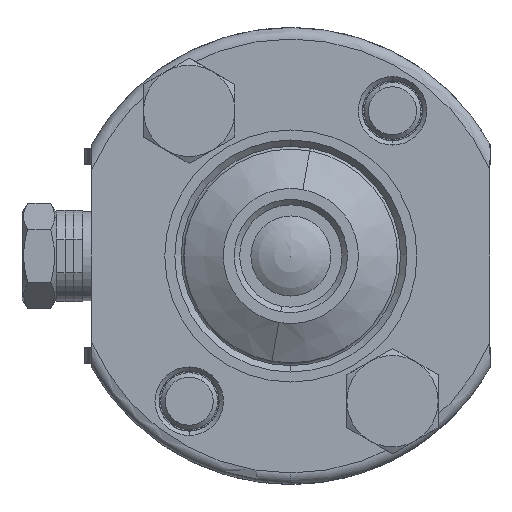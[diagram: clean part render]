
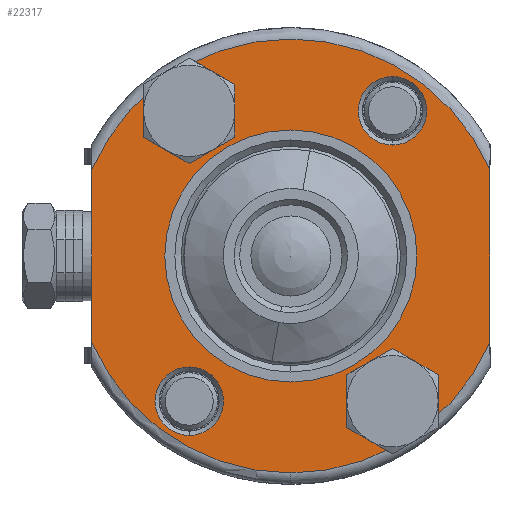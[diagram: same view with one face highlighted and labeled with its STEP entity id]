
A CAD part, left-side view. The second image highlights one B-rep face of the part: STEP entity #22317.
In plain terms, the highlighted planar face has unit normal (-1, 0, 0).
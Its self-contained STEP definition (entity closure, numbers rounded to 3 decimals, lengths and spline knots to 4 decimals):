
#66 = CARTESIAN_POINT ( 'NONE',  ( -1.27, 0., 0. ) ) ;
#1028 = VERTEX_POINT ( 'NONE', #65271 ) ;
#1133 = CIRCLE ( 'NONE', #50511, 0.1875 ) ;
#2259 = AXIS2_PLACEMENT_3D ( 'NONE', #67503, #30033, #73784 ) ;
#3168 = CARTESIAN_POINT ( 'NONE',  ( -1.27, 0.5564, -0.9821 ) ) ;
#3211 = VERTEX_POINT ( 'NONE', #68222 ) ;
#3747 = CIRCLE ( 'NONE', #47258, 0.1875 ) ;
#3838 = VERTEX_POINT ( 'NONE', #29573 ) ;
#4853 = AXIS2_PLACEMENT_3D ( 'NONE', #42300, #4865, #48621 ) ;
#4865 = DIRECTION ( 'NONE',  ( 1., 0., 0. ) ) ;
#5042 = EDGE_CURVE ( 'NONE', #49133, #76965, #46464, .T. ) ;
#5161 = DIRECTION ( 'NONE',  ( 0., 0., 1. ) ) ;
#6349 = DIRECTION ( 'NONE',  ( 0., 0., -1. ) ) ;
#6973 = EDGE_CURVE ( 'NONE', #30486, #33411, #74726, .T. ) ;
#7213 = CARTESIAN_POINT ( 'NONE',  ( -1.27, -0.5564, 0.7946 ) ) ;
#7637 = FACE_OUTER_BOUND ( 'NONE', #73609, .T. ) ;
#8038 = EDGE_LOOP ( 'NONE', ( #26923, #56018 ) ) ;
#8429 = CIRCLE ( 'NONE', #41242, 0.69 ) ;
#8499 = CIRCLE ( 'NONE', #4853, 0.1875 ) ;
#8520 = EDGE_CURVE ( 'NONE', #79063, #61015, #50200, .T. ) ;
#9542 = FACE_BOUND ( 'NONE', #11807, .T. ) ;
#10320 = CIRCLE ( 'NONE', #65676, 0.69 ) ;
#10546 = CARTESIAN_POINT ( 'NONE',  ( -1.27, -0.5564, 0.6071 ) ) ;
#10559 = ORIENTED_EDGE ( 'NONE', *, *, #56085, .T. ) ;
#11534 = CARTESIAN_POINT ( 'NONE',  ( -1.27, -0.5564, -0.7946 ) ) ;
#11807 = EDGE_LOOP ( 'NONE', ( #73365, #51401 ) ) ;
#13480 = DIRECTION ( 'NONE',  ( 0., 0., -1. ) ) ;
#14050 = EDGE_LOOP ( 'NONE', ( #38114, #29416 ) ) ;
#14061 = PLANE ( 'NONE',  #55865 ) ;
#14699 = CARTESIAN_POINT ( 'NONE',  ( -1.27, 1.09, 1.3664 ) ) ;
#15398 = EDGE_LOOP ( 'NONE', ( #39031, #10559 ) ) ;
#16464 = VECTOR ( 'NONE', #21015, 39.3701 ) ;
#16608 = DIRECTION ( 'NONE',  ( 1., 0., 0. ) ) ;
#16987 = CARTESIAN_POINT ( 'NONE',  ( -1.27, -1.09, -0.4712 ) ) ;
#17392 = CIRCLE ( 'NONE', #2259, 0.1875 ) ;
#17625 = EDGE_CURVE ( 'NONE', #53402, #34283, #1133, .T. ) ;
#17784 = CARTESIAN_POINT ( 'NONE',  ( -1.27, 0., 0. ) ) ;
#17819 = DIRECTION ( 'NONE',  ( 0., 0., -1. ) ) ;
#18074 = CARTESIAN_POINT ( 'NONE',  ( -1.27, -1.09, 1.3664 ) ) ;
#18865 = ORIENTED_EDGE ( 'NONE', *, *, #38843, .T. ) ;
#20377 = CARTESIAN_POINT ( 'NONE',  ( -1.27, 0., 0. ) ) ;
#21015 = DIRECTION ( 'NONE',  ( 0., 0., -1. ) ) ;
#21891 = VERTEX_POINT ( 'NONE', #10546 ) ;
#22240 = LINE ( 'NONE', #18074, #55525 ) ;
#22299 = CARTESIAN_POINT ( 'NONE',  ( -1.27, 0.5564, -0.7946 ) ) ;
#22317 = ADVANCED_FACE ( 'NONE', ( #46759, #24257, #74131, #9542, #57512, #7637 ), #14061, .F. ) ;
#22971 = DIRECTION ( 'NONE',  ( -1., 0., 0. ) ) ;
#24097 = DIRECTION ( 'NONE',  ( 0., 0., -1. ) ) ;
#24257 = FACE_BOUND ( 'NONE', #56445, .T. ) ;
#26688 = DIRECTION ( 'NONE',  ( 0., 0., -1. ) ) ;
#26923 = ORIENTED_EDGE ( 'NONE', *, *, #6973, .T. ) ;
#26988 = AXIS2_PLACEMENT_3D ( 'NONE', #17784, #61567, #24097 ) ;
#28591 = DIRECTION ( 'NONE',  ( 0., 0., -1. ) ) ;
#28717 = ORIENTED_EDGE ( 'NONE', *, *, #8520, .T. ) ;
#29416 = ORIENTED_EDGE ( 'NONE', *, *, #34262, .F. ) ;
#29455 = DIRECTION ( 'NONE',  ( -1., 0., 0. ) ) ;
#29573 = CARTESIAN_POINT ( 'NONE',  ( -1.27, -0.5564, 0.9821 ) ) ;
#30033 = DIRECTION ( 'NONE',  ( 1., 0., 0. ) ) ;
#30089 = CARTESIAN_POINT ( 'NONE',  ( -1.27, -1.09, 0.4712 ) ) ;
#30144 = VERTEX_POINT ( 'NONE', #74581 ) ;
#30486 = VERTEX_POINT ( 'NONE', #53921 ) ;
#30532 = EDGE_CURVE ( 'NONE', #33411, #30486, #3747, .T. ) ;
#30750 = CIRCLE ( 'NONE', #44624, 0.1875 ) ;
#31126 = EDGE_CURVE ( 'NONE', #62838, #68872, #17392, .T. ) ;
#31627 = EDGE_CURVE ( 'NONE', #61015, #49133, #22240, .T. ) ;
#33411 = VERTEX_POINT ( 'NONE', #55137 ) ;
#34262 = EDGE_CURVE ( 'NONE', #3211, #30144, #10320, .T. ) ;
#34283 = VERTEX_POINT ( 'NONE', #54335 ) ;
#34521 = CARTESIAN_POINT ( 'NONE',  ( -1.27, 0.5564, -0.7946 ) ) ;
#36015 = ORIENTED_EDGE ( 'NONE', *, *, #5042, .T. ) ;
#37094 = DIRECTION ( 'NONE',  ( 1., 0., 0. ) ) ;
#37870 = EDGE_CURVE ( 'NONE', #21891, #3838, #30750, .T. ) ;
#38114 = ORIENTED_EDGE ( 'NONE', *, *, #80649, .F. ) ;
#38843 = EDGE_CURVE ( 'NONE', #3838, #21891, #57132, .T. ) ;
#39031 = ORIENTED_EDGE ( 'NONE', *, *, #31126, .T. ) ;
#40829 = DIRECTION ( 'NONE',  ( 0., 0., -1. ) ) ;
#41242 = AXIS2_PLACEMENT_3D ( 'NONE', #80094, #42607, #5161 ) ;
#42300 = CARTESIAN_POINT ( 'NONE',  ( -1.27, 0.5564, 0.7946 ) ) ;
#42607 = DIRECTION ( 'NONE',  ( -1., 0., 0. ) ) ;
#42906 = CIRCLE ( 'NONE', #78247, 1.1875 ) ;
#43809 = DIRECTION ( 'NONE',  ( -1., 0., 0. ) ) ;
#44013 = AXIS2_PLACEMENT_3D ( 'NONE', #22299, #66032, #28591 ) ;
#44236 = AXIS2_PLACEMENT_3D ( 'NONE', #54082, #16608, #60402 ) ;
#44624 = AXIS2_PLACEMENT_3D ( 'NONE', #74565, #37094, #80877 ) ;
#45267 = DIRECTION ( 'NONE',  ( 1., 0., 0. ) ) ;
#45477 = CARTESIAN_POINT ( 'NONE',  ( -1.27, 0.5564, 0.9821 ) ) ;
#46464 = CIRCLE ( 'NONE', #67200, 1.1875 ) ;
#46759 = FACE_BOUND ( 'NONE', #15398, .T. ) ;
#47258 = AXIS2_PLACEMENT_3D ( 'NONE', #11534, #55283, #17819 ) ;
#48621 = DIRECTION ( 'NONE',  ( 0., 0., -1. ) ) ;
#49133 = VERTEX_POINT ( 'NONE', #30089 ) ;
#50200 = CIRCLE ( 'NONE', #26988, 1.1875 ) ;
#50511 = AXIS2_PLACEMENT_3D ( 'NONE', #34521, #78293, #40829 ) ;
#50959 = DIRECTION ( 'NONE',  ( 1., 0., 0. ) ) ;
#51401 = ORIENTED_EDGE ( 'NONE', *, *, #17625, .T. ) ;
#53402 = VERTEX_POINT ( 'NONE', #3168 ) ;
#53921 = CARTESIAN_POINT ( 'NONE',  ( -1.27, -0.5564, -0.6071 ) ) ;
#54035 = AXIS2_PLACEMENT_3D ( 'NONE', #7213, #50959, #13480 ) ;
#54082 = CARTESIAN_POINT ( 'NONE',  ( -1.27, -0.5564, -0.7946 ) ) ;
#54335 = CARTESIAN_POINT ( 'NONE',  ( -1.27, 0.5564, -0.6071 ) ) ;
#55137 = CARTESIAN_POINT ( 'NONE',  ( -1.27, -0.5564, -0.9821 ) ) ;
#55270 = ORIENTED_EDGE ( 'NONE', *, *, #37870, .T. ) ;
#55283 = DIRECTION ( 'NONE',  ( 1., 0., 0. ) ) ;
#55525 = VECTOR ( 'NONE', #68115, 39.3701 ) ;
#55528 = ORIENTED_EDGE ( 'NONE', *, *, #77141, .T. ) ;
#55865 = AXIS2_PLACEMENT_3D ( 'NONE', #20377, #45267, #26688 ) ;
#56018 = ORIENTED_EDGE ( 'NONE', *, *, #30532, .T. ) ;
#56085 = EDGE_CURVE ( 'NONE', #68872, #62838, #8499, .T. ) ;
#56445 = EDGE_LOOP ( 'NONE', ( #18865, #55270 ) ) ;
#57132 = CIRCLE ( 'NONE', #54035, 0.1875 ) ;
#57512 = FACE_BOUND ( 'NONE', #14050, .T. ) ;
#58231 = EDGE_CURVE ( 'NONE', #1028, #79063, #42906, .T. ) ;
#58937 = CIRCLE ( 'NONE', #44013, 0.1875 ) ;
#58963 = CARTESIAN_POINT ( 'NONE',  ( -1.27, 0.5564, 0.6071 ) ) ;
#60402 = DIRECTION ( 'NONE',  ( 0., 0., -1. ) ) ;
#60464 = CARTESIAN_POINT ( 'NONE',  ( -1.27, 0., 0. ) ) ;
#61015 = VERTEX_POINT ( 'NONE', #16987 ) ;
#61567 = DIRECTION ( 'NONE',  ( -1., 0., 0. ) ) ;
#61902 = ORIENTED_EDGE ( 'NONE', *, *, #58231, .T. ) ;
#62241 = ORIENTED_EDGE ( 'NONE', *, *, #31627, .T. ) ;
#62838 = VERTEX_POINT ( 'NONE', #45477 ) ;
#64435 = LINE ( 'NONE', #14699, #16464 ) ;
#65271 = CARTESIAN_POINT ( 'NONE',  ( -1.27, 1.09, -0.4712 ) ) ;
#65676 = AXIS2_PLACEMENT_3D ( 'NONE', #66901, #29455, #73210 ) ;
#66032 = DIRECTION ( 'NONE',  ( 1., 0., 0. ) ) ;
#66708 = DIRECTION ( 'NONE',  ( 0., 0., -1. ) ) ;
#66901 = CARTESIAN_POINT ( 'NONE',  ( -1.27, 0., 0. ) ) ;
#67200 = AXIS2_PLACEMENT_3D ( 'NONE', #60464, #22971, #66708 ) ;
#67503 = CARTESIAN_POINT ( 'NONE',  ( -1.27, 0.5564, 0.7946 ) ) ;
#68115 = DIRECTION ( 'NONE',  ( 0., 0., 1. ) ) ;
#68222 = CARTESIAN_POINT ( 'NONE',  ( -1.27, 0., -0.69 ) ) ;
#68872 = VERTEX_POINT ( 'NONE', #58963 ) ;
#68928 = EDGE_CURVE ( 'NONE', #34283, #53402, #58937, .T. ) ;
#69528 = CARTESIAN_POINT ( 'NONE',  ( -1.27, 0., -1.1875 ) ) ;
#70257 = CARTESIAN_POINT ( 'NONE',  ( -1.27, 1.09, 0.4712 ) ) ;
#73210 = DIRECTION ( 'NONE',  ( 0., 0., 1. ) ) ;
#73365 = ORIENTED_EDGE ( 'NONE', *, *, #68928, .T. ) ;
#73609 = EDGE_LOOP ( 'NONE', ( #61902, #28717, #62241, #36015, #55528 ) ) ;
#73784 = DIRECTION ( 'NONE',  ( 0., 0., -1. ) ) ;
#74131 = FACE_BOUND ( 'NONE', #8038, .T. ) ;
#74565 = CARTESIAN_POINT ( 'NONE',  ( -1.27, -0.5564, 0.7946 ) ) ;
#74581 = CARTESIAN_POINT ( 'NONE',  ( -1.27, 0., 0.69 ) ) ;
#74726 = CIRCLE ( 'NONE', #44236, 0.1875 ) ;
#76965 = VERTEX_POINT ( 'NONE', #70257 ) ;
#77141 = EDGE_CURVE ( 'NONE', #76965, #1028, #64435, .T. ) ;
#78247 = AXIS2_PLACEMENT_3D ( 'NONE', #66, #43809, #6349 ) ;
#78293 = DIRECTION ( 'NONE',  ( 1., 0., 0. ) ) ;
#79063 = VERTEX_POINT ( 'NONE', #69528 ) ;
#80094 = CARTESIAN_POINT ( 'NONE',  ( -1.27, 0., 0. ) ) ;
#80649 = EDGE_CURVE ( 'NONE', #30144, #3211, #8429, .T. ) ;
#80877 = DIRECTION ( 'NONE',  ( 0., 0., -1. ) ) ;
